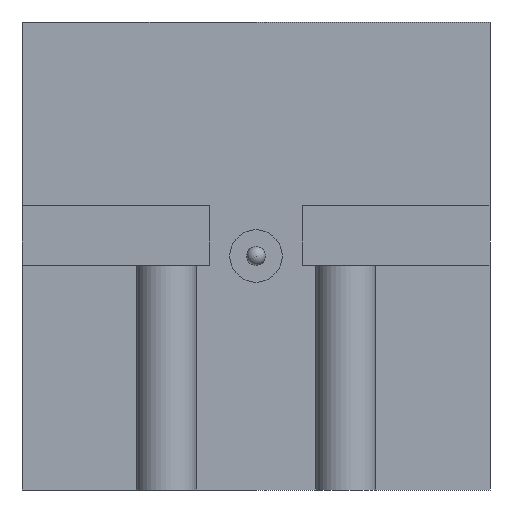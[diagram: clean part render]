
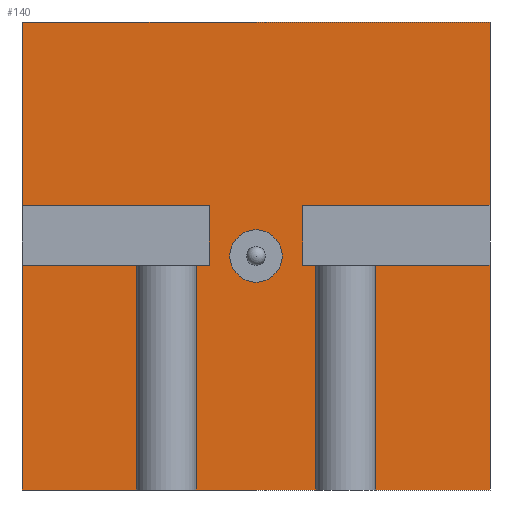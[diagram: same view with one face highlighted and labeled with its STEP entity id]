
A CAD part, left-side view. The second image highlights one B-rep face of the part: STEP entity #140.
In plain terms, the highlighted planar face has unit normal (-1, 0, 0).
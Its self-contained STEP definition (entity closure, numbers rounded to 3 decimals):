
#140 = ADVANCED_FACE( '', ( #299, #300 ), #301, .T. );
#299 = FACE_BOUND( '', #1347, .T. );
#300 = FACE_OUTER_BOUND( '', #1348, .T. );
#301 = PLANE( '', #1349 );
#1347 = EDGE_LOOP( '', ( #1620 ) );
#1348 = EDGE_LOOP( '', ( #1621, #1622, #1623, #1624, #1625, #1626, #1627, #1628, #1629, #1630, #1631, #1632 ) );
#1349 = AXIS2_PLACEMENT_3D( '', #1633, #1634, #1635 );
#1620 = ORIENTED_EDGE( '', *, *, #1772, .F. );
#1621 = ORIENTED_EDGE( '', *, *, #1773, .F. );
#1622 = ORIENTED_EDGE( '', *, *, #1705, .F. );
#1623 = ORIENTED_EDGE( '', *, *, #1765, .T. );
#1624 = ORIENTED_EDGE( '', *, *, #1745, .T. );
#1625 = ORIENTED_EDGE( '', *, *, #1730, .T. );
#1626 = ORIENTED_EDGE( '', *, *, #1748, .T. );
#1627 = ORIENTED_EDGE( '', *, *, #1751, .T. );
#1628 = ORIENTED_EDGE( '', *, *, #1741, .T. );
#1629 = ORIENTED_EDGE( '', *, *, #1732, .T. );
#1630 = ORIENTED_EDGE( '', *, *, #1719, .T. );
#1631 = ORIENTED_EDGE( '', *, *, #1764, .T. );
#1632 = ORIENTED_EDGE( '', *, *, #1774, .F. );
#1633 = CARTESIAN_POINT( '', ( 0., 0., 0. ) );
#1634 = DIRECTION( '', ( -1., 0., 0. ) );
#1635 = DIRECTION( '', ( 0., -1., 0. ) );
#1705 = EDGE_CURVE( '', #1841, #1842, #1843, .T. );
#1719 = EDGE_CURVE( '', #1865, #1866, #1867, .T. );
#1730 = EDGE_CURVE( '', #1881, #1882, #1883, .T. );
#1732 = EDGE_CURVE( '', #1885, #1865, #1886, .T. );
#1741 = EDGE_CURVE( '', #1898, #1885, #1899, .T. );
#1745 = EDGE_CURVE( '', #1904, #1881, #1905, .T. );
#1748 = EDGE_CURVE( '', #1882, #1908, #1909, .T. );
#1751 = EDGE_CURVE( '', #1908, #1898, #1912, .T. );
#1764 = EDGE_CURVE( '', #1866, #1926, #1927, .T. );
#1765 = EDGE_CURVE( '', #1841, #1904, #1928, .T. );
#1772 = EDGE_CURVE( '', #1937, #1937, #1938, .T. );
#1773 = EDGE_CURVE( '', #1842, #1939, #1940, .T. );
#1774 = EDGE_CURVE( '', #1939, #1926, #1941, .T. );
#1841 = VERTEX_POINT( '', #2450 );
#1842 = VERTEX_POINT( '', #2451 );
#1843 = LINE( '', #2452, #2453 );
#1865 = VERTEX_POINT( '', #2539 );
#1866 = VERTEX_POINT( '', #2540 );
#1867 = LINE( '', #2541, #2542 );
#1881 = VERTEX_POINT( '', #2558 );
#1882 = VERTEX_POINT( '', #2559 );
#1883 = LINE( '', #2560, #2561 );
#1885 = VERTEX_POINT( '', #2564 );
#1886 = LINE( '', #2565, #2566 );
#1898 = VERTEX_POINT( '', #2580 );
#1899 = LINE( '', #2581, #2582 );
#1904 = VERTEX_POINT( '', #2588 );
#1905 = LINE( '', #2589, #2590 );
#1908 = VERTEX_POINT( '', #2594 );
#1909 = LINE( '', #2595, #2596 );
#1912 = LINE( '', #2600, #2601 );
#1926 = VERTEX_POINT( '', #2615 );
#1927 = LINE( '', #2616, #2617 );
#1928 = LINE( '', #2618, #2619 );
#1937 = VERTEX_POINT( '', #2630 );
#1938 = CIRCLE( '', #2631, 0.356 );
#1939 = VERTEX_POINT( '', #2632 );
#1940 = LINE( '', #2633, #2634 );
#1941 = LINE( '', #2635, #2636 );
#2450 = CARTESIAN_POINT( '', ( 0., -3.175, 0.686 ) );
#2451 = CARTESIAN_POINT( '', ( 0., -0.635, 0.686 ) );
#2452 = CARTESIAN_POINT( '', ( 0., -3.175, 0.686 ) );
#2453 = VECTOR( '', #2688, 1000. );
#2539 = CARTESIAN_POINT( '', ( 0., 3.175, -3.175 ) );
#2540 = CARTESIAN_POINT( '', ( 0., -3.175, -3.175 ) );
#2541 = CARTESIAN_POINT( '', ( 0., 3.175, -3.175 ) );
#2542 = VECTOR( '', #2702, 1000. );
#2558 = CARTESIAN_POINT( '', ( 0., 3.175, 3.175 ) );
#2559 = CARTESIAN_POINT( '', ( 0., 3.175, 0.686 ) );
#2560 = CARTESIAN_POINT( '', ( 0., 3.175, 3.175 ) );
#2561 = VECTOR( '', #2714, 1000. );
#2564 = CARTESIAN_POINT( '', ( 0., 3.175, -0.127 ) );
#2565 = CARTESIAN_POINT( '', ( 0., 3.175, 3.175 ) );
#2566 = VECTOR( '', #2716, 1000. );
#2580 = CARTESIAN_POINT( '', ( 0., 0.635, -0.127 ) );
#2581 = CARTESIAN_POINT( '', ( 0., 0.635, -0.127 ) );
#2582 = VECTOR( '', #2728, 1000. );
#2588 = CARTESIAN_POINT( '', ( 0., -3.175, 3.175 ) );
#2589 = CARTESIAN_POINT( '', ( 0., -3.175, 3.175 ) );
#2590 = VECTOR( '', #2733, 1000. );
#2594 = CARTESIAN_POINT( '', ( 0., 0.635, 0.686 ) );
#2595 = CARTESIAN_POINT( '', ( 0., 3.175, 0.686 ) );
#2596 = VECTOR( '', #2735, 1000. );
#2600 = CARTESIAN_POINT( '', ( 0., 0.635, 0.686 ) );
#2601 = VECTOR( '', #2737, 1000. );
#2615 = CARTESIAN_POINT( '', ( 0., -3.175, -0.127 ) );
#2616 = CARTESIAN_POINT( '', ( 0., -3.175, -3.175 ) );
#2617 = VECTOR( '', #2744, 1000. );
#2618 = CARTESIAN_POINT( '', ( 0., -3.175, -3.175 ) );
#2619 = VECTOR( '', #2745, 1000. );
#2630 = CARTESIAN_POINT( '', ( 0., 0., 0.356 ) );
#2631 = AXIS2_PLACEMENT_3D( '', #2751, #2752, #2753 );
#2632 = CARTESIAN_POINT( '', ( 0., -0.635, -0.127 ) );
#2633 = CARTESIAN_POINT( '', ( 0., -0.635, 0.686 ) );
#2634 = VECTOR( '', #2754, 1000. );
#2635 = CARTESIAN_POINT( '', ( 0., -0.635, -0.127 ) );
#2636 = VECTOR( '', #2755, 1000. );
#2688 = DIRECTION( '', ( 0., 1., 0. ) );
#2702 = DIRECTION( '', ( 0., -1., 0. ) );
#2714 = DIRECTION( '', ( 0., 0., -1. ) );
#2716 = DIRECTION( '', ( 0., 0., -1. ) );
#2728 = DIRECTION( '', ( 0., 1., 0. ) );
#2733 = DIRECTION( '', ( 0., 1., 0. ) );
#2735 = DIRECTION( '', ( 0., -1., 0. ) );
#2737 = DIRECTION( '', ( 0., 0., -1. ) );
#2744 = DIRECTION( '', ( 0., 0., 1. ) );
#2745 = DIRECTION( '', ( 0., 0., 1. ) );
#2751 = CARTESIAN_POINT( '', ( 0., 0., 0. ) );
#2752 = DIRECTION( '', ( -1., 0., 0. ) );
#2753 = DIRECTION( '', ( 0., 0., 1. ) );
#2754 = DIRECTION( '', ( 0., 0., -1. ) );
#2755 = DIRECTION( '', ( 0., -1., 0. ) );
